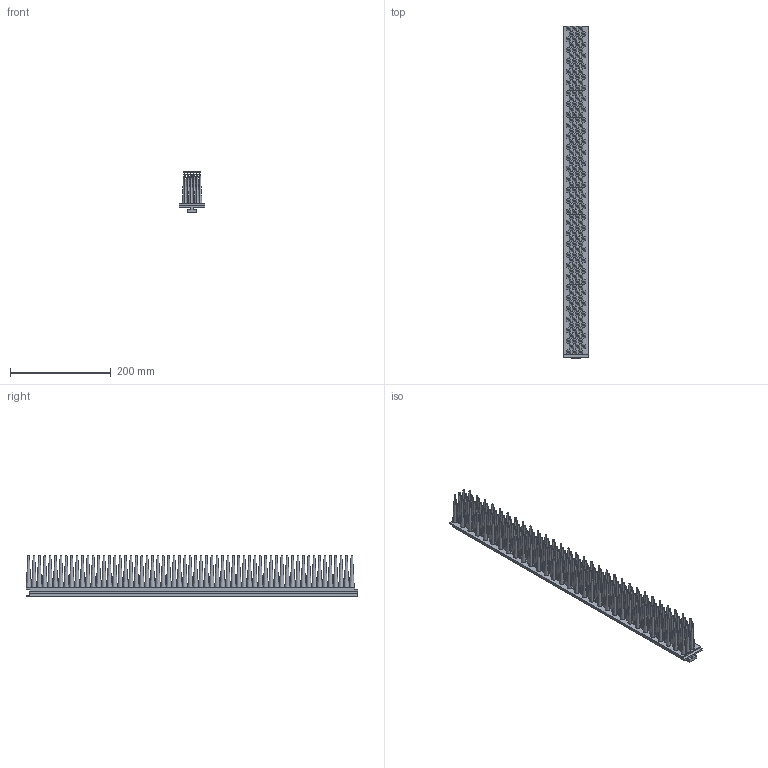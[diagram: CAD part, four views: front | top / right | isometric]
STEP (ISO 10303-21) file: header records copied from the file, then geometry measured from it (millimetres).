
FILE_DESCRIPTION(('CATIA V5 STEP Exchange'),'2;1');
FILE_NAME('XL PIN BRUSH DE445.stp','2018-04-30T16:43:27+00:00',('none'),('none'),'CATIA Version 5-6 Release 2016 SP3 HF21','CATIA V5 STEP AP203','none');
FILE_SCHEMA(('CONFIG_CONTROL_DESIGN'));
Length unit declared in the file: millimetre
Products named in the file (1): DE292 OPEN PATTERN BRUCH
Bounding box: 50.8 x 660.4 x 82.55 mm (x, y, z)
Volume: 694813.8 mm3; surface area: 324780.6 mm2
Topology: 1 solids, 1 shells, 935 faces, 1884 edges, 1134 vertices
Faces by surface type: revolution 366, cone 366, plane 203
Entity records: 24256 total; most frequent: CARTESIAN_POINT 5599, ORIENTED_EDGE 3768, DIRECTION 3018, EDGE_CURVE 1884, AXIS2_PLACEMENT_3D 1849, CIRCLE 1464, VERTEX_POINT 1134, EDGE_LOOP 1118
